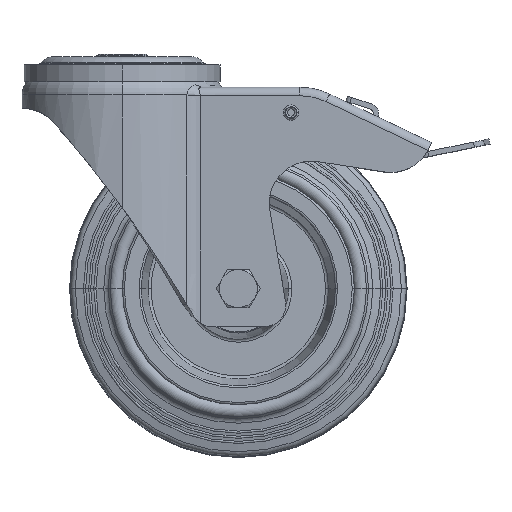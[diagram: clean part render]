
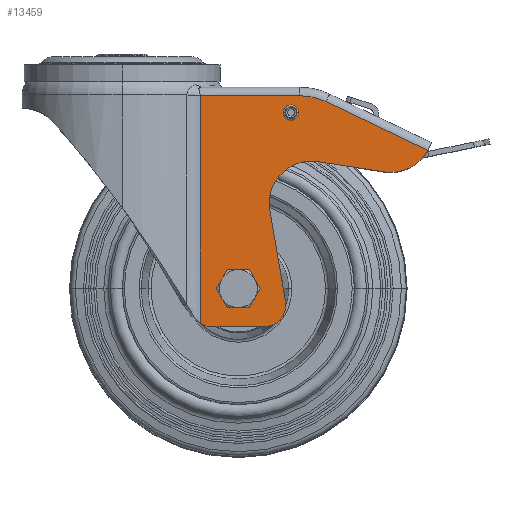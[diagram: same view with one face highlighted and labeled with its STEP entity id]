
A CAD part, top view. The second image highlights one B-rep face of the part: STEP entity #13459.
In plain terms, the highlighted planar face has unit normal (0, 0, 1).
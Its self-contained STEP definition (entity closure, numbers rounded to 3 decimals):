
#579 = ORIENTED_EDGE ( 'NONE', *, *, #57820, .T. ) ;
#917 = AXIS2_PLACEMENT_3D ( 'NONE', #55750, #22101, #13400 ) ;
#1057 = DIRECTION ( 'NONE',  ( -0.988, 0.153, 0. ) ) ;
#1746 = VERTEX_POINT ( 'NONE', #1997 ) ;
#1997 = CARTESIAN_POINT ( 'NONE',  ( 77.362, -117.317, 34. ) ) ;
#3646 = LINE ( 'NONE', #17567, #59317 ) ;
#3726 = DIRECTION ( 'NONE',  ( 0., 0., 1. ) ) ;
#4278 = CARTESIAN_POINT ( 'NONE',  ( 80., -27.6, 34. ) ) ;
#4481 = DIRECTION ( 'NONE',  ( 0.986, 0.168, 0. ) ) ;
#4799 = EDGE_CURVE ( 'NONE', #45314, #1746, #35538, .T. ) ;
#5261 = EDGE_LOOP ( 'NONE', ( #21798, #46565 ) ) ;
#7423 = AXIS2_PLACEMENT_3D ( 'NONE', #58856, #49882, #44950 ) ;
#7747 = CARTESIAN_POINT ( 'NONE',  ( 37.015, -19.6, 34. ) ) ;
#7893 = DIRECTION ( 'NONE',  ( 0.88, -0.475, 0. ) ) ;
#8065 = DIRECTION ( 'NONE',  ( 0., 0., -1. ) ) ;
#8092 = CARTESIAN_POINT ( 'NONE',  ( 67.504, -129., 34. ) ) ;
#8202 = ORIENTED_EDGE ( 'NONE', *, *, #9668, .F. ) ;
#8210 = ORIENTED_EDGE ( 'NONE', *, *, #33580, .F. ) ;
#8282 = CIRCLE ( 'NONE', #42778, 29. ) ;
#8388 = CARTESIAN_POINT ( 'NONE',  ( 84.103, -48.6, 34. ) ) ;
#9027 = VERTEX_POINT ( 'NONE', #29674 ) ;
#9094 = VECTOR ( 'NONE', #21540, 1000. ) ;
#9458 = EDGE_CURVE ( 'NONE', #9661, #55966, #45032, .T. ) ;
#9661 = VERTEX_POINT ( 'NONE', #25539 ) ;
#9668 = EDGE_CURVE ( 'NONE', #29288, #9027, #53022, .T. ) ;
#10656 = PLANE ( 'NONE',  #52388 ) ;
#10948 = VECTOR ( 'NONE', #1057, 1000. ) ;
#11252 = CARTESIAN_POINT ( 'NONE',  ( 48.9, -111., 34. ) ) ;
#11596 = DIRECTION ( 'NONE',  ( 0.153, 0.988, 0. ) ) ;
#12077 = CARTESIAN_POINT ( 'NONE',  ( 55., -111., 34. ) ) ;
#12907 = AXIS2_PLACEMENT_3D ( 'NONE', #17192, #45311, #11596 ) ;
#13008 = CARTESIAN_POINT ( 'NONE',  ( 37.017, -127.36, 34. ) ) ;
#13400 = DIRECTION ( 'NONE',  ( 0., -1., 0. ) ) ;
#13459 = ADVANCED_FACE ( 'NONE', ( #52719, #15298, #19651 ), #10656, .T. ) ;
#14163 = DIRECTION ( 'NONE',  ( -1., 0., 0. ) ) ;
#14193 = ORIENTED_EDGE ( 'NONE', *, *, #41469, .F. ) ;
#14360 = AXIS2_PLACEMENT_3D ( 'NONE', #17806, #45615, #7893 ) ;
#15298 = FACE_BOUND ( 'NONE', #5261, .T. ) ;
#15864 = VERTEX_POINT ( 'NONE', #36714 ) ;
#16001 = EDGE_CURVE ( 'NONE', #9027, #45314, #56310, .T. ) ;
#16422 = CIRCLE ( 'NONE', #48017, 2.6 ) ;
#16827 = DIRECTION ( 'NONE',  ( 0., 0., -1. ) ) ;
#17192 = CARTESIAN_POINT ( 'NONE',  ( 89.677, -70.6, 34. ) ) ;
#17320 = VERTEX_POINT ( 'NONE', #11252 ) ;
#17567 = CARTESIAN_POINT ( 'NONE',  ( 96.588, -22.425, 34. ) ) ;
#17761 = EDGE_CURVE ( 'NONE', #1746, #43385, #32521, .T. ) ;
#17806 = CARTESIAN_POINT ( 'NONE',  ( 127.267, -35.95, 34. ) ) ;
#18111 = EDGE_CURVE ( 'NONE', #29463, #20599, #48348, .T. ) ;
#18792 = CIRCLE ( 'NONE', #26724, 2.6 ) ;
#19335 = CARTESIAN_POINT ( 'NONE',  ( 69.962, -73.965, 34. ) ) ;
#19536 = ORIENTED_EDGE ( 'NONE', *, *, #4799, .F. ) ;
#19651 = FACE_OUTER_BOUND ( 'NONE', #50510, .T. ) ;
#19995 = EDGE_CURVE ( 'NONE', #43385, #59815, #51349, .T. ) ;
#20047 = VERTEX_POINT ( 'NONE', #54082 ) ;
#20599 = VERTEX_POINT ( 'NONE', #59178 ) ;
#21163 = CARTESIAN_POINT ( 'NONE',  ( 67.504, -129., 34. ) ) ;
#21540 = DIRECTION ( 'NONE',  ( -1., 0., 0. ) ) ;
#21665 = ORIENTED_EDGE ( 'NONE', *, *, #18111, .F. ) ;
#21798 = ORIENTED_EDGE ( 'NONE', *, *, #57823, .F. ) ;
#21978 = ORIENTED_EDGE ( 'NONE', *, *, #38843, .F. ) ;
#22101 = DIRECTION ( 'NONE',  ( 0., 0., -1. ) ) ;
#22475 = CARTESIAN_POINT ( 'NONE',  ( 84.103, -19.6, 34. ) ) ;
#23651 = CARTESIAN_POINT ( 'NONE',  ( 42.504, -129., 34. ) ) ;
#23702 = CARTESIAN_POINT ( 'NONE',  ( 67.504, -119., 34. ) ) ;
#23826 = ORIENTED_EDGE ( 'NONE', *, *, #45228, .F. ) ;
#24134 = VERTEX_POINT ( 'NONE', #36481 ) ;
#24294 = EDGE_CURVE ( 'NONE', #54707, #17320, #37031, .T. ) ;
#24323 = DIRECTION ( 'NONE',  ( 1., 0., 0. ) ) ;
#25020 = AXIS2_PLACEMENT_3D ( 'NONE', #12077, #3726, #30941 ) ;
#25099 = CARTESIAN_POINT ( 'NONE',  ( 80., -27.6, 34. ) ) ;
#25539 = CARTESIAN_POINT ( 'NONE',  ( 84.103, -19.6, 34. ) ) ;
#26724 = AXIS2_PLACEMENT_3D ( 'NONE', #25099, #58098, #53174 ) ;
#27004 = DIRECTION ( 'NONE',  ( -1., 0., 0. ) ) ;
#27264 = CIRCLE ( 'NONE', #14360, 20. ) ;
#27478 = DIRECTION ( 'NONE',  ( 0.903, -0.431, 0. ) ) ;
#28807 = ORIENTED_EDGE ( 'NONE', *, *, #32541, .F. ) ;
#28929 = CIRCLE ( 'NONE', #25020, 6.1 ) ;
#29288 = VERTEX_POINT ( 'NONE', #49024 ) ;
#29463 = VERTEX_POINT ( 'NONE', #23651 ) ;
#29674 = CARTESIAN_POINT ( 'NONE',  ( 92.741, -50.836, 34. ) ) ;
#29855 = CARTESIAN_POINT ( 'NONE',  ( 96.588, -22.425, 34. ) ) ;
#30610 = VERTEX_POINT ( 'NONE', #29855 ) ;
#30941 = DIRECTION ( 'NONE',  ( -1., 0., 0. ) ) ;
#31531 = CARTESIAN_POINT ( 'NONE',  ( 37.016, -91.44, 34. ) ) ;
#32521 = CIRCLE ( 'NONE', #44414, 10. ) ;
#32541 = EDGE_CURVE ( 'NONE', #9661, #30610, #8282, .T. ) ;
#32775 = VECTOR ( 'NONE', #60264, 1000. ) ;
#33580 = EDGE_CURVE ( 'NONE', #59815, #29463, #57755, .T. ) ;
#35348 = CARTESIAN_POINT ( 'NONE',  ( 42.504, -119., 34. ) ) ;
#35538 = LINE ( 'NONE', #46032, #32775 ) ;
#36481 = CARTESIAN_POINT ( 'NONE',  ( 82.6, -27.6, 34. ) ) ;
#36484 = CARTESIAN_POINT ( 'NONE',  ( 37.016, -55.52, 34. ) ) ;
#36714 = CARTESIAN_POINT ( 'NONE',  ( 144.865, -45.452, 34. ) ) ;
#37031 = CIRCLE ( 'NONE', #7423, 6.1 ) ;
#38487 = VECTOR ( 'NONE', #27004, 1000. ) ;
#38814 = CARTESIAN_POINT ( 'NONE',  ( 0., -165.6, 34. ) ) ;
#38843 = EDGE_CURVE ( 'NONE', #20047, #24134, #16422, .T. ) ;
#39300 = CARTESIAN_POINT ( 'NONE',  ( 42.504, -129., 34. ) ) ;
#39371 = ORIENTED_EDGE ( 'NONE', *, *, #9458, .T. ) ;
#39432 = CARTESIAN_POINT ( 'NONE',  ( 124.202, -55.714, 34. ) ) ;
#39459 = ORIENTED_EDGE ( 'NONE', *, *, #19995, .F. ) ;
#41407 = EDGE_LOOP ( 'NONE', ( #21978, #49216 ) ) ;
#41469 = EDGE_CURVE ( 'NONE', #30610, #15864, #3646, .T. ) ;
#42778 = AXIS2_PLACEMENT_3D ( 'NONE', #8388, #8065, #45782 ) ;
#43385 = VERTEX_POINT ( 'NONE', #21163 ) ;
#44414 = AXIS2_PLACEMENT_3D ( 'NONE', #23702, #46860, #4481 ) ;
#44806 = ORIENTED_EDGE ( 'NONE', *, *, #16001, .F. ) ;
#44950 = DIRECTION ( 'NONE',  ( 1., 0., 0. ) ) ;
#45032 = LINE ( 'NONE', #22475, #9094 ) ;
#45180 = B_SPLINE_CURVE_WITH_KNOTS ( 'NONE', 3,
 ( #49801, #36484, #31531, #13008 ),
 .UNSPECIFIED., .F., .F.,
 ( 4, 4 ),
 ( 0., 1. ),
 .UNSPECIFIED. ) ;
#45228 = EDGE_CURVE ( 'NONE', #15864, #29288, #27264, .T. ) ;
#45311 = DIRECTION ( 'NONE',  ( 0., 0., 1. ) ) ;
#45314 = VERTEX_POINT ( 'NONE', #19335 ) ;
#45615 = DIRECTION ( 'NONE',  ( 0., 0., -1. ) ) ;
#45782 = DIRECTION ( 'NONE',  ( 0., 1., 0. ) ) ;
#46032 = CARTESIAN_POINT ( 'NONE',  ( 69.962, -73.965, 34. ) ) ;
#46565 = ORIENTED_EDGE ( 'NONE', *, *, #24294, .F. ) ;
#46860 = DIRECTION ( 'NONE',  ( 0., 0., -1. ) ) ;
#48017 = AXIS2_PLACEMENT_3D ( 'NONE', #4278, #56513, #14163 ) ;
#48348 = CIRCLE ( 'NONE', #917, 10. ) ;
#48910 = ORIENTED_EDGE ( 'NONE', *, *, #17761, .F. ) ;
#49024 = CARTESIAN_POINT ( 'NONE',  ( 124.202, -55.714, 34. ) ) ;
#49216 = ORIENTED_EDGE ( 'NONE', *, *, #54718, .F. ) ;
#49801 = CARTESIAN_POINT ( 'NONE',  ( 37.015, -19.6, 34. ) ) ;
#49882 = DIRECTION ( 'NONE',  ( 0., 0., 1. ) ) ;
#50510 = EDGE_LOOP ( 'NONE', ( #48910, #19536, #44806, #8202, #23826, #14193, #28807, #39371, #579, #21665, #8210, #39459 ) ) ;
#50886 = AXIS2_PLACEMENT_3D ( 'NONE', #35348, #16827, #54207 ) ;
#51349 = LINE ( 'NONE', #8092, #38487 ) ;
#52388 = AXIS2_PLACEMENT_3D ( 'NONE', #38814, #57334, #24323 ) ;
#52719 = FACE_BOUND ( 'NONE', #41407, .T. ) ;
#53022 = LINE ( 'NONE', #39432, #10948 ) ;
#53174 = DIRECTION ( 'NONE',  ( 1., 0., 0. ) ) ;
#54082 = CARTESIAN_POINT ( 'NONE',  ( 77.4, -27.6, 34. ) ) ;
#54207 = DIRECTION ( 'NONE',  ( 0., -1., 0. ) ) ;
#54707 = VERTEX_POINT ( 'NONE', #57800 ) ;
#54718 = EDGE_CURVE ( 'NONE', #24134, #20047, #18792, .T. ) ;
#55750 = CARTESIAN_POINT ( 'NONE',  ( 42.504, -119., 34. ) ) ;
#55966 = VERTEX_POINT ( 'NONE', #7747 ) ;
#56310 = CIRCLE ( 'NONE', #12907, 20. ) ;
#56513 = DIRECTION ( 'NONE',  ( 0., 0., 1. ) ) ;
#57334 = DIRECTION ( 'NONE',  ( 0., 0., 1. ) ) ;
#57755 = CIRCLE ( 'NONE', #50886, 10. ) ;
#57800 = CARTESIAN_POINT ( 'NONE',  ( 61.1, -111., 34. ) ) ;
#57820 = EDGE_CURVE ( 'NONE', #55966, #20599, #45180, .T. ) ;
#57823 = EDGE_CURVE ( 'NONE', #17320, #54707, #28929, .T. ) ;
#58098 = DIRECTION ( 'NONE',  ( 0., 0., 1. ) ) ;
#58856 = CARTESIAN_POINT ( 'NONE',  ( 55., -111., 34. ) ) ;
#59178 = CARTESIAN_POINT ( 'NONE',  ( 37.017, -127.36, 34. ) ) ;
#59317 = VECTOR ( 'NONE', #27478, 1000. ) ;
#59815 = VERTEX_POINT ( 'NONE', #39300 ) ;
#60264 = DIRECTION ( 'NONE',  ( 0.168, -0.986, 0. ) ) ;
